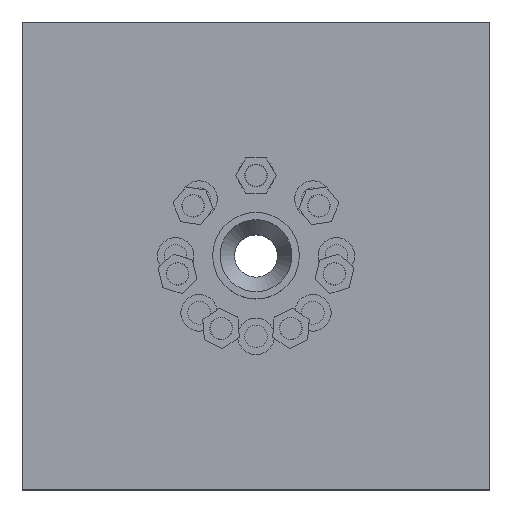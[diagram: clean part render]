
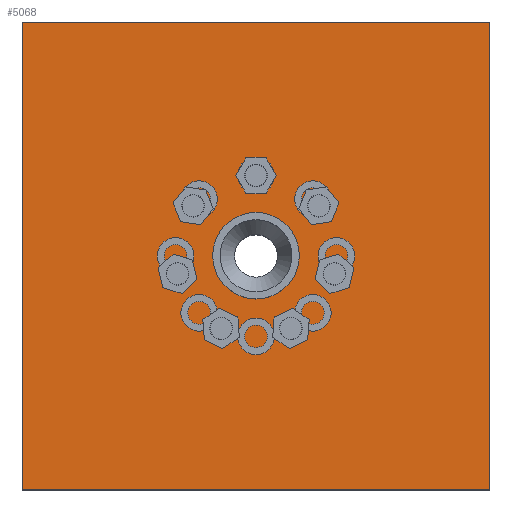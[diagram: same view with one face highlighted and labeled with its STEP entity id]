
A CAD part, top view. The second image highlights one B-rep face of the part: STEP entity #5068.
In plain terms, the highlighted planar face has unit normal (0, 0, 1).
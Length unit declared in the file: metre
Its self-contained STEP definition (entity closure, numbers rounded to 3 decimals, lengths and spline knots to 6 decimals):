
#124 = CARTESIAN_POINT('NONE', (0.1016, -0.1016, 0.0127));
#125 = VERTEX_POINT('NONE', #124);
#126 = CARTESIAN_POINT('NONE', (-0.1016, -0.1016, 0.0127));
#127 = VERTEX_POINT('NONE', #126);
#130 = CARTESIAN_POINT('NONE', (0.1016, 0.1016, 0.0127));
#131 = VERTEX_POINT('NONE', #130);
#134 = CARTESIAN_POINT('NONE', (-0.1016, 0.1016, 0.0127));
#135 = VERTEX_POINT('NONE', #134);
#138 = CARTESIAN_POINT('NONE', (0.005017, 0.034925, 0.0127));
#139 = VERTEX_POINT('NONE', #138);
#142 = CARTESIAN_POINT('NONE', (-0.024178, 0.025697, 0.0127));
#143 = VERTEX_POINT('NONE', #142);
#146 = CARTESIAN_POINT('NONE', (-0.035166, -0.002881, 0.0127));
#147 = VERTEX_POINT('NONE', #146);
#150 = CARTESIAN_POINT('NONE', (-0.019673, -0.02929, 0.0127));
#151 = VERTEX_POINT('NONE', #150);
#154 = CARTESIAN_POINT('NONE', (0.010634, -0.033643, 0.0127));
#155 = VERTEX_POINT('NONE', #154);
#158 = CARTESIAN_POINT('NONE', (0.032933, -0.012662, 0.0127));
#159 = VERTEX_POINT('NONE', #158);
#162 = CARTESIAN_POINT('NONE', (0.030433, 0.017853, 0.0127));
#163 = VERTEX_POINT('NONE', #162);
#166 = CARTESIAN_POINT('NONE', (0.0127, 0., 0.0127));
#167 = VERTEX_POINT('NONE', #166);
#1070 = DIRECTION('NONE', (1, 0, 0));
#1071 = VECTOR('NONE', #1070, 1);
#1072 = CARTESIAN_POINT('NONE', (-0.1016, -0.1016, 0.0127));
#1073 = LINE('NONE', #1072, #1071);
#1086 = DIRECTION('NONE', (0, 1, 0));
#1087 = VECTOR('NONE', #1086, 1);
#1088 = CARTESIAN_POINT('NONE', (0.1016, -0.1016, 0.0127));
#1089 = LINE('NONE', #1088, #1087);
#1098 = DIRECTION('NONE', (-1, 0, 0));
#1099 = VECTOR('NONE', #1098, 1);
#1100 = CARTESIAN_POINT('NONE', (0.1016, 0.1016, 0.0127));
#1101 = LINE('NONE', #1100, #1099);
#1106 = DIRECTION('NONE', (0, -1, 0));
#1107 = VECTOR('NONE', #1106, 1);
#1108 = CARTESIAN_POINT('NONE', (-0.1016, 0.1016, 0.0127));
#1109 = LINE('NONE', #1108, #1107);
#1119 = DIRECTION('NONE', (1, 0, -0));
#1120 = DIRECTION('NONE', (-0, 0, -1));
#1121 = CARTESIAN_POINT('NONE', (0, 0.034925, 0.0127));
#1122 = AXIS2_PLACEMENT_3D('NONE', #1121, #1120, #1119);
#1123 = CIRCLE('NONE', #1122, 0.005017);
#1133 = DIRECTION('NONE', (0.623, 0.782, -0));
#1134 = DIRECTION('NONE', (-0, 0, -1));
#1135 = CARTESIAN_POINT('NONE', (-0.027305, 0.021775, 0.0127));
#1136 = AXIS2_PLACEMENT_3D('NONE', #1135, #1134, #1133);
#1137 = CIRCLE('NONE', #1136, 0.005017);
#1147 = DIRECTION('NONE', (-0.223, 0.975, -0));
#1148 = DIRECTION('NONE', (0, -0, -1.));
#1149 = CARTESIAN_POINT('NONE', (-0.034049, -0.007772, 0.0127));
#1150 = AXIS2_PLACEMENT_3D('NONE', #1149, #1148, #1147);
#1151 = CIRCLE('NONE', #1150, 0.005017);
#1161 = DIRECTION('NONE', (-0.901, 0.434, -0));
#1162 = DIRECTION('NONE', (0, -0, -1));
#1163 = CARTESIAN_POINT('NONE', (-0.015153, -0.031466, 0.0127));
#1164 = AXIS2_PLACEMENT_3D('NONE', #1163, #1162, #1161);
#1165 = CIRCLE('NONE', #1164, 0.005016);
#1175 = DIRECTION('NONE', (-0.901, -0.434, -0));
#1176 = DIRECTION('NONE', (0, 0, -1.));
#1177 = CARTESIAN_POINT('NONE', (0.015153, -0.031466, 0.0127));
#1178 = AXIS2_PLACEMENT_3D('NONE', #1177, #1176, #1175);
#1179 = CIRCLE('NONE', #1178, 0.005017);
#1189 = DIRECTION('NONE', (-0.223, -0.975, -0));
#1190 = DIRECTION('NONE', (0, 0, -1.));
#1191 = CARTESIAN_POINT('NONE', (0.034049, -0.007772, 0.0127));
#1192 = AXIS2_PLACEMENT_3D('NONE', #1191, #1190, #1189);
#1193 = CIRCLE('NONE', #1192, 0.005017);
#1203 = DIRECTION('NONE', (0.623, -0.782, -0));
#1204 = DIRECTION('NONE', (0, 0, -1));
#1205 = CARTESIAN_POINT('NONE', (0.027305, 0.021775, 0.0127));
#1206 = AXIS2_PLACEMENT_3D('NONE', #1205, #1204, #1203);
#1207 = CIRCLE('NONE', #1206, 0.005017);
#1217 = DIRECTION('NONE', (1, 0., -0));
#1218 = DIRECTION('NONE', (0, 0, -1));
#1219 = CARTESIAN_POINT('NONE', (0., 0., 0.0127));
#1220 = AXIS2_PLACEMENT_3D('NONE', #1219, #1218, #1217);
#1221 = CIRCLE('NONE', #1220, 0.0127);
#2980 = EDGE_CURVE('NONE', #127, #125, #1073, .T.);
#2984 = EDGE_CURVE('NONE', #125, #131, #1089, .T.);
#2987 = EDGE_CURVE('NONE', #131, #135, #1101, .T.);
#2989 = EDGE_CURVE('NONE', #135, #127, #1109, .T.);
#2992 = EDGE_CURVE('NONE', #139, #139, #1123, .T.);
#2995 = EDGE_CURVE('NONE', #143, #143, #1137, .T.);
#2998 = EDGE_CURVE('NONE', #147, #147, #1151, .T.);
#3001 = EDGE_CURVE('NONE', #151, #151, #1165, .T.);
#3004 = EDGE_CURVE('NONE', #155, #155, #1179, .T.);
#3007 = EDGE_CURVE('NONE', #159, #159, #1193, .T.);
#3010 = EDGE_CURVE('NONE', #163, #163, #1207, .T.);
#3013 = EDGE_CURVE('NONE', #167, #167, #1221, .T.);
#3650 = CARTESIAN_POINT('NONE', (0, 0, 0.0127));
#3651 = DIRECTION('NONE', (0, 0, 1));
#3652 = AXIS2_PLACEMENT_3D('NONE', #3650, #3651, $);
#3653 = PLANE('NONE', #3652);
#5038 = ORIENTED_EDGE('NONE', *, *, #2980, .T.);
#5039 = ORIENTED_EDGE('NONE', *, *, #2984, .T.);
#5040 = ORIENTED_EDGE('NONE', *, *, #2987, .T.);
#5041 = ORIENTED_EDGE('NONE', *, *, #2989, .T.);
#5042 = ORIENTED_EDGE('NONE', *, *, #2992, .T.);
#5043 = ORIENTED_EDGE('NONE', *, *, #2995, .T.);
#5044 = ORIENTED_EDGE('NONE', *, *, #2998, .T.);
#5045 = ORIENTED_EDGE('NONE', *, *, #3001, .T.);
#5046 = ORIENTED_EDGE('NONE', *, *, #3004, .T.);
#5047 = ORIENTED_EDGE('NONE', *, *, #3007, .T.);
#5048 = ORIENTED_EDGE('NONE', *, *, #3010, .T.);
#5049 = ORIENTED_EDGE('NONE', *, *, #3013, .T.);
#5050 = EDGE_LOOP('NONE', (#5038, #5039, #5040, #5041));
#5051 = FACE_BOUND('NONE', #5050, .T.);
#5052 = EDGE_LOOP('NONE', (#5042));
#5053 = FACE_BOUND('NONE', #5052, .T.);
#5054 = EDGE_LOOP('NONE', (#5043));
#5055 = FACE_BOUND('NONE', #5054, .T.);
#5056 = EDGE_LOOP('NONE', (#5044));
#5057 = FACE_BOUND('NONE', #5056, .T.);
#5058 = EDGE_LOOP('NONE', (#5045));
#5059 = FACE_BOUND('NONE', #5058, .T.);
#5060 = EDGE_LOOP('NONE', (#5046));
#5061 = FACE_BOUND('NONE', #5060, .T.);
#5062 = EDGE_LOOP('NONE', (#5047));
#5063 = FACE_BOUND('NONE', #5062, .T.);
#5064 = EDGE_LOOP('NONE', (#5048));
#5065 = FACE_BOUND('NONE', #5064, .T.);
#5066 = EDGE_LOOP('NONE', (#5049));
#5067 = FACE_BOUND('NONE', #5066, .T.);
#5068 = ADVANCED_FACE('NONE', (#5051, #5053, #5055, #5057, #5059, #5061, #5063, #5065, #5067), #3653, .T.);
